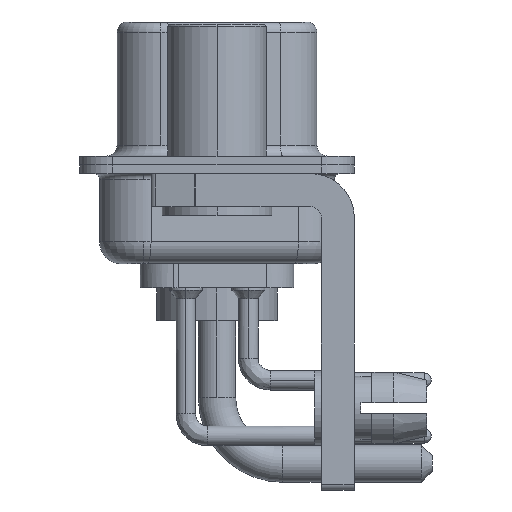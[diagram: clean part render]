
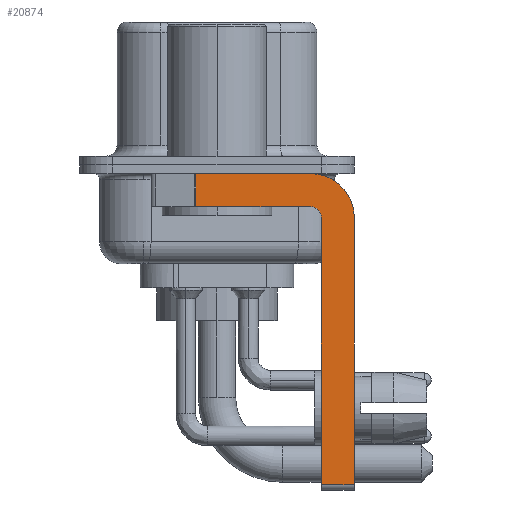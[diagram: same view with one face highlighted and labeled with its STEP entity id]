
A CAD part, left-side view. The second image highlights one B-rep face of the part: STEP entity #20874.
In plain terms, the highlighted planar face has unit normal (-1, 0, 0).
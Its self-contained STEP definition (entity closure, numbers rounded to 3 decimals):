
#715 = VECTOR ( 'NONE', #6135, 1000. ) ;
#747 = AXIS2_PLACEMENT_3D ( 'NONE', #2246, #1624, #6930 ) ;
#1554 = VERTEX_POINT ( 'NONE', #9706 ) ;
#1582 = CARTESIAN_POINT ( 'NONE',  ( -2.9, -4.75, -14.8 ) ) ;
#1601 = CARTESIAN_POINT ( 'NONE',  ( -2.9, -6.25, -2.4 ) ) ;
#1624 = DIRECTION ( 'NONE',  ( 1., 0., 0. ) ) ;
#2089 = CARTESIAN_POINT ( 'NONE',  ( -2.9, -6.25, -14.55 ) ) ;
#2137 = EDGE_LOOP ( 'NONE', ( #19884, #8382, #15128, #9116, #6084, #17894, #2593, #19760 ) ) ;
#2246 = CARTESIAN_POINT ( 'NONE',  ( -2.9, -4.25, -2.4 ) ) ;
#2453 = DIRECTION ( 'NONE',  ( 0., 0., -1. ) ) ;
#2593 = ORIENTED_EDGE ( 'NONE', *, *, #15524, .F. ) ;
#2695 = LINE ( 'NONE', #18334, #715 ) ;
#3014 = DIRECTION ( 'NONE',  ( 0., 0., -1. ) ) ;
#3247 = VERTEX_POINT ( 'NONE', #5618 ) ;
#3375 = AXIS2_PLACEMENT_3D ( 'NONE', #20685, #8179, #12222 ) ;
#3423 = DIRECTION ( 'NONE',  ( 0., 0., 1. ) ) ;
#4117 = VERTEX_POINT ( 'NONE', #4964 ) ;
#4946 = EDGE_CURVE ( 'NONE', #5992, #8019, #2695, .T. ) ;
#4964 = CARTESIAN_POINT ( 'NONE',  ( -2.9, -6.25, -2.4 ) ) ;
#5060 = DIRECTION ( 'NONE',  ( 0., 0., -1. ) ) ;
#5210 = VERTEX_POINT ( 'NONE', #2089 ) ;
#5554 = EDGE_CURVE ( 'NONE', #1554, #8302, #22339, .T. ) ;
#5618 = CARTESIAN_POINT ( 'NONE',  ( -2.9, -4.75, -14.55 ) ) ;
#5992 = VERTEX_POINT ( 'NONE', #18742 ) ;
#6084 = ORIENTED_EDGE ( 'NONE', *, *, #11070, .F. ) ;
#6135 = DIRECTION ( 'NONE',  ( 0., -1., 0. ) ) ;
#6696 = VECTOR ( 'NONE', #3423, 1000. ) ;
#6708 = PLANE ( 'NONE',  #747 ) ;
#6930 = DIRECTION ( 'NONE',  ( 0., 0., -1. ) ) ;
#7994 = CARTESIAN_POINT ( 'NONE',  ( -2.9, -4.25, -2.4 ) ) ;
#8019 = VERTEX_POINT ( 'NONE', #19274 ) ;
#8111 = CARTESIAN_POINT ( 'NONE',  ( -2.9, 0.978, -1.9 ) ) ;
#8179 = DIRECTION ( 'NONE',  ( -1., 0., 0. ) ) ;
#8302 = VERTEX_POINT ( 'NONE', #8111 ) ;
#8334 = EDGE_CURVE ( 'NONE', #8019, #4117, #20444, .T. ) ;
#8382 = ORIENTED_EDGE ( 'NONE', *, *, #14315, .T. ) ;
#8459 = EDGE_CURVE ( 'NONE', #3247, #5210, #12164, .T. ) ;
#9116 = ORIENTED_EDGE ( 'NONE', *, *, #11022, .F. ) ;
#9217 = CARTESIAN_POINT ( 'NONE',  ( -2.9, -4.75, -2.4 ) ) ;
#9706 = CARTESIAN_POINT ( 'NONE',  ( -2.9, -4.25, -1.9 ) ) ;
#10466 = AXIS2_PLACEMENT_3D ( 'NONE', #7994, #11480, #2453 ) ;
#11022 = EDGE_CURVE ( 'NONE', #15664, #1554, #17797, .T. ) ;
#11070 = EDGE_CURVE ( 'NONE', #3247, #15664, #19188, .T. ) ;
#11480 = DIRECTION ( 'NONE',  ( 1., 0., 0. ) ) ;
#11927 = CARTESIAN_POINT ( 'NONE',  ( -2.9, 0.978, -1.9 ) ) ;
#12164 = LINE ( 'NONE', #19245, #15291 ) ;
#12222 = DIRECTION ( 'NONE',  ( 0., 0., 1. ) ) ;
#13901 = DIRECTION ( 'NONE',  ( 0., 1., 0. ) ) ;
#14315 = EDGE_CURVE ( 'NONE', #5992, #8302, #22452, .T. ) ;
#15128 = ORIENTED_EDGE ( 'NONE', *, *, #5554, .F. ) ;
#15291 = VECTOR ( 'NONE', #20740, 1000. ) ;
#15524 = EDGE_CURVE ( 'NONE', #4117, #5210, #17585, .T. ) ;
#15664 = VERTEX_POINT ( 'NONE', #9217 ) ;
#17498 = FACE_OUTER_BOUND ( 'NONE', #2137, .T. ) ;
#17585 = LINE ( 'NONE', #1601, #19075 ) ;
#17797 = CIRCLE ( 'NONE', #3375, 0.5 ) ;
#17894 = ORIENTED_EDGE ( 'NONE', *, *, #8459, .T. ) ;
#18334 = CARTESIAN_POINT ( 'NONE',  ( -2.9, 3., -0.4 ) ) ;
#18668 = VECTOR ( 'NONE', #3014, 1000. ) ;
#18742 = CARTESIAN_POINT ( 'NONE',  ( -2.9, 0.978, -0.4 ) ) ;
#19075 = VECTOR ( 'NONE', #5060, 1000. ) ;
#19188 = LINE ( 'NONE', #1582, #6696 ) ;
#19245 = CARTESIAN_POINT ( 'NONE',  ( -2.9, -4.25, -14.55 ) ) ;
#19274 = CARTESIAN_POINT ( 'NONE',  ( -2.9, -4.25, -0.4 ) ) ;
#19760 = ORIENTED_EDGE ( 'NONE', *, *, #8334, .F. ) ;
#19884 = ORIENTED_EDGE ( 'NONE', *, *, #4946, .F. ) ;
#20444 = CIRCLE ( 'NONE', #10466, 2. ) ;
#20496 = CARTESIAN_POINT ( 'NONE',  ( -2.9, -4.25, -1.9 ) ) ;
#20685 = CARTESIAN_POINT ( 'NONE',  ( -2.9, -4.25, -2.4 ) ) ;
#20740 = DIRECTION ( 'NONE',  ( 0., -1., 0. ) ) ;
#20874 = ADVANCED_FACE ( 'NONE', ( #17498 ), #6708, .F. ) ;
#22183 = VECTOR ( 'NONE', #13901, 1000. ) ;
#22339 = LINE ( 'NONE', #20496, #22183 ) ;
#22452 = LINE ( 'NONE', #11927, #18668 ) ;
